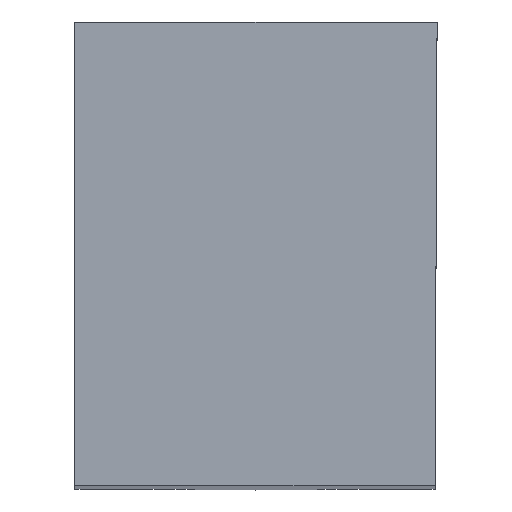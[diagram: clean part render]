
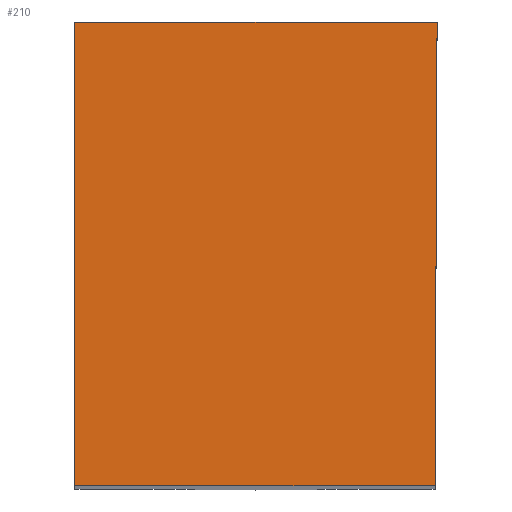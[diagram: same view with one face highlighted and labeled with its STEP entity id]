
A CAD part, top view. The second image highlights one B-rep face of the part: STEP entity #210.
In plain terms, the highlighted planar face has unit normal (0, 0, 1).
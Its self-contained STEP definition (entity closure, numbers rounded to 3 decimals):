
#87=FACE_OUTER_BOUND('',#288,.T.);
#101=LINE('',#919,#136);
#121=LINE('',#981,#156);
#125=LINE('',#995,#160);
#127=LINE('',#998,#162);
#136=VECTOR('',#702,1.);
#156=VECTOR('',#744,1.);
#160=VECTOR('',#760,1.);
#162=VECTOR('',#764,1.);
#210=ADVANCED_FACE('BLANK_BOXF006',(#87),#232,.F.);
#232=PLANE('',#638);
#288=EDGE_LOOP('',(#375,#376,#377,#378));
#375=ORIENTED_EDGE('',*,*,#510,.F.);
#376=ORIENTED_EDGE('',*,*,#500,.F.);
#377=ORIENTED_EDGE('',*,*,#508,.F.);
#378=ORIENTED_EDGE('',*,*,#472,.F.);
#430=VERTEX_POINT('',#918);
#431=VERTEX_POINT('',#920);
#453=VERTEX_POINT('',#980);
#454=VERTEX_POINT('',#982);
#472=EDGE_CURVE('',#430,#431,#101,.T.);
#500=EDGE_CURVE('',#453,#454,#121,.T.);
#508=EDGE_CURVE('',#431,#453,#125,.T.);
#510=EDGE_CURVE('',#454,#430,#127,.T.);
#638=AXIS2_PLACEMENT_3D('',#1000,#767,#768);
#702=DIRECTION('',(1.,0.,0.));
#744=DIRECTION('',(-1.,0.,0.));
#760=DIRECTION('',(-0.004,-1.,0.));
#764=DIRECTION('',(0.,1.,0.));
#767=DIRECTION('',(0.,0.,-1.));
#768=DIRECTION('',(-1.,0.,0.));
#918=CARTESIAN_POINT('',(-24.875,31.85,0.));
#919=CARTESIAN_POINT('',(-181.35,31.85,0.));
#920=CARTESIAN_POINT('',(0.,31.85,0.));
#980=CARTESIAN_POINT('',(-0.139,0.,0.));
#981=CARTESIAN_POINT('',(181.35,0.,0.));
#982=CARTESIAN_POINT('',(-24.875,0.,0.));
#995=CARTESIAN_POINT('',(0.652,181.348,0.));
#998=CARTESIAN_POINT('',(-24.875,-181.35,0.));
#1000=CARTESIAN_POINT('',(-29.875,-5.,0.));
